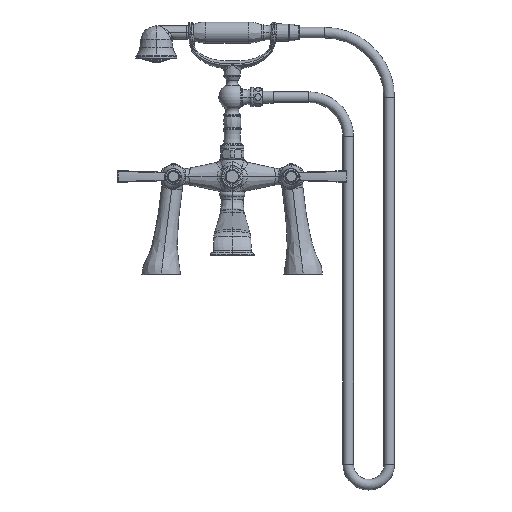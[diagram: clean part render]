
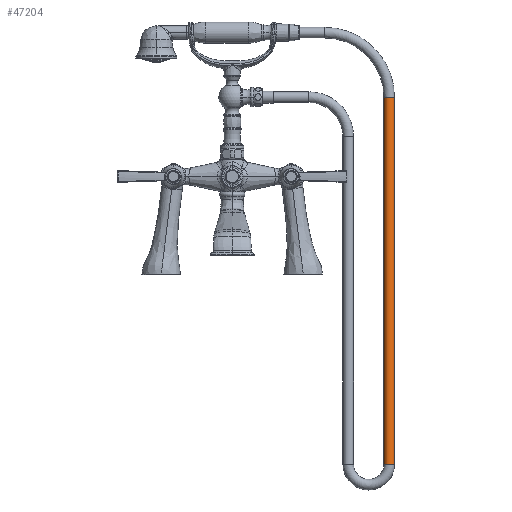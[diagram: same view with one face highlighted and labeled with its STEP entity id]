
A CAD part, top view. The second image highlights one B-rep face of the part: STEP entity #47204.
In plain terms, the highlighted cylindrical face has radius 6.858 mm (diameter 13.716 mm), a partial arc.
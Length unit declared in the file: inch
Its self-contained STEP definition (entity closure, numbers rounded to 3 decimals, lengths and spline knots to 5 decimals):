
#17720=DIRECTION('',(0.,-1.,0.));
#17721=VECTOR('',#17720,18.713);
#17722=CARTESIAN_POINT('',(7.73343,4.04827,0.));
#17723=LINE('',#17722,#17721);
#17724=CARTESIAN_POINT('',(8.00343,4.04827,0.));
#17725=DIRECTION('',(0.,-1.,0.));
#17726=DIRECTION('',(1.,0.,0.));
#17727=AXIS2_PLACEMENT_3D('',#17724,#17725,#17726);
#17729=DIRECTION('',(0.,-1.,0.));
#17730=VECTOR('',#17729,18.713);
#17731=CARTESIAN_POINT('',(8.27343,4.04827,0.));
#17732=LINE('',#17731,#17730);
#17733=CARTESIAN_POINT('',(8.00343,-14.66473,0.));
#17734=DIRECTION('',(0.,-1.,0.));
#17735=DIRECTION('',(1.,0.,0.));
#17736=AXIS2_PLACEMENT_3D('',#17733,#17734,#17735);
#19529=CARTESIAN_POINT('',(7.73343,4.04827,0.));
#19530=CARTESIAN_POINT('',(8.27343,4.04827,0.));
#19531=VERTEX_POINT('',#19529);
#19532=VERTEX_POINT('',#19530);
#19533=CARTESIAN_POINT('',(7.73343,-14.66473,0.));
#19534=VERTEX_POINT('',#19533);
#19535=CARTESIAN_POINT('',(8.27343,-14.66473,0.));
#19536=VERTEX_POINT('',#19535);
#47192=CARTESIAN_POINT('',(8.00343,4.04827,0.));
#47193=DIRECTION('',(0.,-1.,0.));
#47194=DIRECTION('',(-1.,0.,0.));
#47195=AXIS2_PLACEMENT_3D('',#47192,#47193,#47194);
#47196=CYLINDRICAL_SURFACE('',#47195,0.27);
#47197=ORIENTED_EDGE('',*,*,#47157,.F.);
#47198=ORIENTED_EDGE('',*,*,#47187,.T.);
#47200=ORIENTED_EDGE('',*,*,#47199,.T.);
#47201=ORIENTED_EDGE('',*,*,#47183,.F.);
#47202=EDGE_LOOP('',(#47197,#47198,#47200,#47201));
#47203=FACE_OUTER_BOUND('',#47202,.F.);
#47204=ADVANCED_FACE('',(#47203),#47196,.T.);
#17728=CIRCLE('',#17727,0.27);
#17737=CIRCLE('',#17736,0.27);
#47157=EDGE_CURVE('',#19532,#19531,#17728,.T.);
#47183=EDGE_CURVE('',#19531,#19534,#17723,.T.);
#47187=EDGE_CURVE('',#19532,#19536,#17732,.T.);
#47199=EDGE_CURVE('',#19536,#19534,#17737,.T.);
